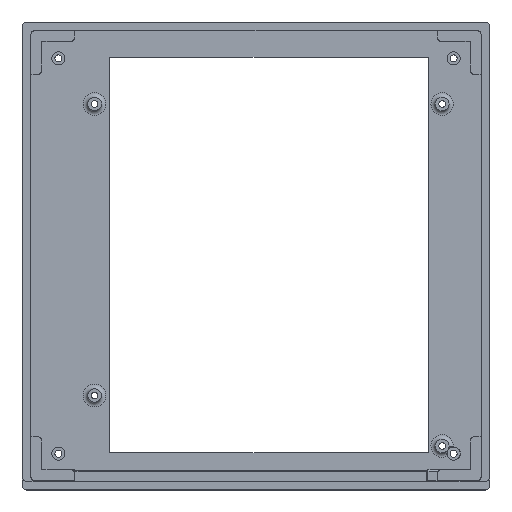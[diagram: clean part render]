
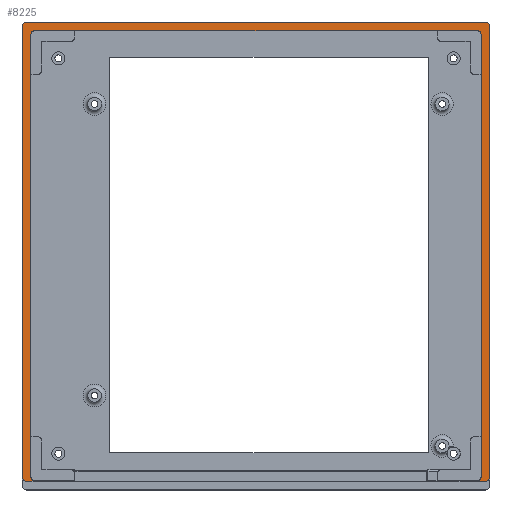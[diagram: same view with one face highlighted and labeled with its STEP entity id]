
A CAD part, top view. The second image highlights one B-rep face of the part: STEP entity #8225.
In plain terms, the highlighted planar face has unit normal (0, 0, 1).
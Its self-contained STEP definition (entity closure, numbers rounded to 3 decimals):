
#7388=CARTESIAN_POINT('',(658.,428.,487.5));
#7389=VERTEX_POINT('',#7388);
#7406=CARTESIAN_POINT('',(676.,428.,487.5));
#7407=VERTEX_POINT('',#7406);
#7414=CARTESIAN_POINT('',(676.,428.,487.5));
#7415=DIRECTION('',(-1.,-0.,0.));
#7416=VECTOR('',#7415,18.);
#7417=LINE('',#7414,#7416);
#7418=EDGE_CURVE('',#7407,#7389,#7417,.T.);
#7838=CARTESIAN_POINT('',(678.,408.,487.5));
#7839=VERTEX_POINT('',#7838);
#7870=CARTESIAN_POINT('',(678.,426.,487.5));
#7871=VERTEX_POINT('',#7870);
#7887=CARTESIAN_POINT('',(678.,408.,487.5));
#7888=DIRECTION('',(-0.,1.,0.));
#7889=VECTOR('',#7888,18.);
#7890=LINE('',#7887,#7889);
#7891=EDGE_CURVE('',#7839,#7871,#7890,.T.);
#7960=CARTESIAN_POINT('',(676.,426.,487.5));
#7961=DIRECTION('',(-0.,-0.,-1.));
#7962=DIRECTION('',(1.,0.,-0.));
#7963=AXIS2_PLACEMENT_3D('',#7960,#7961,#7962);
#7964=CIRCLE('',#7963,2.);
#7965=EDGE_CURVE('',#7407,#7871,#7964,.T.);
#8025=CARTESIAN_POINT('',(682.,226.,487.5));
#8026=VERTEX_POINT('',#8025);
#8027=CARTESIAN_POINT('',(682.,430.,487.5));
#8028=VERTEX_POINT('',#8027);
#8029=CARTESIAN_POINT('',(682.,226.,487.5));
#8030=DIRECTION('',(0.,1.,0.));
#8031=VECTOR('',#8030,204.);
#8032=LINE('',#8029,#8031);
#8033=EDGE_CURVE('',#8026,#8028,#8032,.T.);
#8067=CARTESIAN_POINT('',(50.,800.,487.5));
#8068=DIRECTION('',(0.,0.,1.));
#8069=DIRECTION('',(1.,0.,-0.));
#8070=AXIS2_PLACEMENT_3D('',#8067,#8068,#8069);
#8071=PLANE('',#8070);
#8072=CARTESIAN_POINT('',(470.,430.,487.5));
#8073=VERTEX_POINT('',#8072);
#8074=CARTESIAN_POINT('',(470.,226.,487.5));
#8075=VERTEX_POINT('',#8074);
#8076=CARTESIAN_POINT('',(470.,430.,487.5));
#8077=DIRECTION('',(0.,-1.,0.));
#8078=VECTOR('',#8077,204.);
#8079=LINE('',#8076,#8078);
#8080=EDGE_CURVE('',#8073,#8075,#8079,.T.);
#8081=ORIENTED_EDGE('',*,*,#8080,.T.);
#8082=CARTESIAN_POINT('',(472.,224.,487.5));
#8083=VERTEX_POINT('',#8082);
#8084=CARTESIAN_POINT('',(472.,226.,487.5));
#8085=DIRECTION('',(0.,0.,1.));
#8086=DIRECTION('',(1.,0.,-0.));
#8087=AXIS2_PLACEMENT_3D('',#8084,#8085,#8086);
#8088=CIRCLE('',#8087,2.);
#8089=EDGE_CURVE('',#8075,#8083,#8088,.T.);
#8090=ORIENTED_EDGE('',*,*,#8089,.T.);
#8091=CARTESIAN_POINT('',(476.,224.,487.5));
#8092=VERTEX_POINT('',#8091);
#8093=CARTESIAN_POINT('',(472.,224.,487.5));
#8094=DIRECTION('',(1.,0.,-0.));
#8095=VECTOR('',#8094,4.);
#8096=LINE('',#8093,#8095);
#8097=EDGE_CURVE('',#8083,#8092,#8096,.T.);
#8098=ORIENTED_EDGE('',*,*,#8097,.T.);
#8099=CARTESIAN_POINT('',(474.,226.,487.5));
#8100=VERTEX_POINT('',#8099);
#8101=CARTESIAN_POINT('',(476.,226.,487.5));
#8102=DIRECTION('',(-0.,-0.,-1.));
#8103=DIRECTION('',(1.,0.,-0.));
#8104=AXIS2_PLACEMENT_3D('',#8101,#8102,#8103);
#8105=CIRCLE('',#8104,2.);
#8106=EDGE_CURVE('',#8092,#8100,#8105,.T.);
#8107=ORIENTED_EDGE('',*,*,#8106,.T.);
#8108=CARTESIAN_POINT('',(474.,244.,487.5));
#8109=VERTEX_POINT('',#8108);
#8110=CARTESIAN_POINT('',(474.,226.,487.5));
#8111=DIRECTION('',(-0.,1.,0.));
#8112=VECTOR('',#8111,18.);
#8113=LINE('',#8110,#8112);
#8114=EDGE_CURVE('',#8100,#8109,#8113,.T.);
#8115=ORIENTED_EDGE('',*,*,#8114,.T.);
#8116=CARTESIAN_POINT('',(474.,408.,487.5));
#8117=VERTEX_POINT('',#8116);
#8118=CARTESIAN_POINT('',(474.,244.,487.5));
#8119=DIRECTION('',(-0.,1.,0.));
#8120=VECTOR('',#8119,164.);
#8121=LINE('',#8118,#8120);
#8122=EDGE_CURVE('',#8109,#8117,#8121,.T.);
#8123=ORIENTED_EDGE('',*,*,#8122,.T.);
#8124=CARTESIAN_POINT('',(474.,426.,487.5));
#8125=VERTEX_POINT('',#8124);
#8126=CARTESIAN_POINT('',(474.,408.,487.5));
#8127=DIRECTION('',(-0.,1.,0.));
#8128=VECTOR('',#8127,18.);
#8129=LINE('',#8126,#8128);
#8130=EDGE_CURVE('',#8117,#8125,#8129,.T.);
#8131=ORIENTED_EDGE('',*,*,#8130,.T.);
#8132=CARTESIAN_POINT('',(476.,428.,487.5));
#8133=VERTEX_POINT('',#8132);
#8134=CARTESIAN_POINT('',(476.,426.,487.5));
#8135=DIRECTION('',(-0.,-0.,-1.));
#8136=DIRECTION('',(1.,0.,-0.));
#8137=AXIS2_PLACEMENT_3D('',#8134,#8135,#8136);
#8138=CIRCLE('',#8137,2.);
#8139=EDGE_CURVE('',#8125,#8133,#8138,.T.);
#8140=ORIENTED_EDGE('',*,*,#8139,.T.);
#8141=CARTESIAN_POINT('',(494.,428.,487.5));
#8142=VERTEX_POINT('',#8141);
#8143=CARTESIAN_POINT('',(494.,428.,487.5));
#8144=DIRECTION('',(-1.,-0.,0.));
#8145=VECTOR('',#8144,18.);
#8146=LINE('',#8143,#8145);
#8147=EDGE_CURVE('',#8142,#8133,#8146,.T.);
#8148=ORIENTED_EDGE('',*,*,#8147,.F.);
#8149=CARTESIAN_POINT('',(658.,428.,487.5));
#8150=DIRECTION('',(-1.,-0.,0.));
#8151=VECTOR('',#8150,164.);
#8152=LINE('',#8149,#8151);
#8153=EDGE_CURVE('',#7389,#8142,#8152,.T.);
#8154=ORIENTED_EDGE('',*,*,#8153,.F.);
#8155=ORIENTED_EDGE('',*,*,#7418,.F.);
#8156=ORIENTED_EDGE('',*,*,#7965,.T.);
#8157=ORIENTED_EDGE('',*,*,#7891,.F.);
#8158=CARTESIAN_POINT('',(678.,244.,487.5));
#8159=VERTEX_POINT('',#8158);
#8160=CARTESIAN_POINT('',(678.,244.,487.5));
#8161=DIRECTION('',(0.,1.,0.));
#8162=VECTOR('',#8161,164.);
#8163=LINE('',#8160,#8162);
#8164=EDGE_CURVE('',#8159,#7839,#8163,.T.);
#8165=ORIENTED_EDGE('',*,*,#8164,.F.);
#8166=CARTESIAN_POINT('',(678.,226.,487.5));
#8167=VERTEX_POINT('',#8166);
#8168=CARTESIAN_POINT('',(678.,226.,487.5));
#8169=DIRECTION('',(0.,1.,0.));
#8170=VECTOR('',#8169,18.);
#8171=LINE('',#8168,#8170);
#8172=EDGE_CURVE('',#8167,#8159,#8171,.T.);
#8173=ORIENTED_EDGE('',*,*,#8172,.F.);
#8174=CARTESIAN_POINT('',(676.,224.,487.5));
#8175=VERTEX_POINT('',#8174);
#8176=CARTESIAN_POINT('',(676.,226.,487.5));
#8177=DIRECTION('',(-0.,-0.,-1.));
#8178=DIRECTION('',(1.,0.,-0.));
#8179=AXIS2_PLACEMENT_3D('',#8176,#8177,#8178);
#8180=CIRCLE('',#8179,2.);
#8181=EDGE_CURVE('',#8167,#8175,#8180,.T.);
#8182=ORIENTED_EDGE('',*,*,#8181,.T.);
#8183=CARTESIAN_POINT('',(680.,224.,487.5));
#8184=VERTEX_POINT('',#8183);
#8185=CARTESIAN_POINT('',(680.,224.,487.5));
#8186=DIRECTION('',(-1.,0.,0.));
#8187=VECTOR('',#8186,4.);
#8188=LINE('',#8185,#8187);
#8189=EDGE_CURVE('',#8184,#8175,#8188,.T.);
#8190=ORIENTED_EDGE('',*,*,#8189,.F.);
#8191=CARTESIAN_POINT('',(680.,226.,487.5));
#8192=DIRECTION('',(0.,0.,1.));
#8193=DIRECTION('',(1.,0.,-0.));
#8194=AXIS2_PLACEMENT_3D('',#8191,#8192,#8193);
#8195=CIRCLE('',#8194,2.);
#8196=EDGE_CURVE('',#8184,#8026,#8195,.T.);
#8197=ORIENTED_EDGE('',*,*,#8196,.T.);
#8198=ORIENTED_EDGE('',*,*,#8033,.T.);
#8199=CARTESIAN_POINT('',(680.,432.,487.5));
#8200=VERTEX_POINT('',#8199);
#8201=CARTESIAN_POINT('',(680.,430.,487.5));
#8202=DIRECTION('',(0.,0.,1.));
#8203=DIRECTION('',(1.,0.,-0.));
#8204=AXIS2_PLACEMENT_3D('',#8201,#8202,#8203);
#8205=CIRCLE('',#8204,2.);
#8206=EDGE_CURVE('',#8028,#8200,#8205,.T.);
#8207=ORIENTED_EDGE('',*,*,#8206,.T.);
#8208=CARTESIAN_POINT('',(472.,432.,487.5));
#8209=VERTEX_POINT('',#8208);
#8210=CARTESIAN_POINT('',(680.,432.,487.5));
#8211=DIRECTION('',(-1.,0.,0.));
#8212=VECTOR('',#8211,208.);
#8213=LINE('',#8210,#8212);
#8214=EDGE_CURVE('',#8200,#8209,#8213,.T.);
#8215=ORIENTED_EDGE('',*,*,#8214,.T.);
#8216=CARTESIAN_POINT('',(472.,430.,487.5));
#8217=DIRECTION('',(0.,0.,1.));
#8218=DIRECTION('',(1.,0.,-0.));
#8219=AXIS2_PLACEMENT_3D('',#8216,#8217,#8218);
#8220=CIRCLE('',#8219,2.);
#8221=EDGE_CURVE('',#8209,#8073,#8220,.T.);
#8222=ORIENTED_EDGE('',*,*,#8221,.T.);
#8223=EDGE_LOOP('',(#8081,#8090,#8098,#8107,#8115,#8123,#8131,#8140,#8148,#8154,#8155,#8156,#8157,#8165,#8173,#8182,#8190,#8197,#8198,#8207,#8215,#8222));
#8224=FACE_BOUND('',#8223,.T.);
#8225=ADVANCED_FACE('',(#8224),#8071,.T.);
